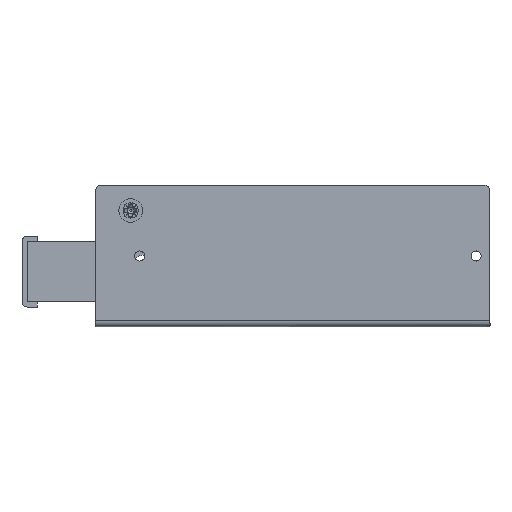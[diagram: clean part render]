
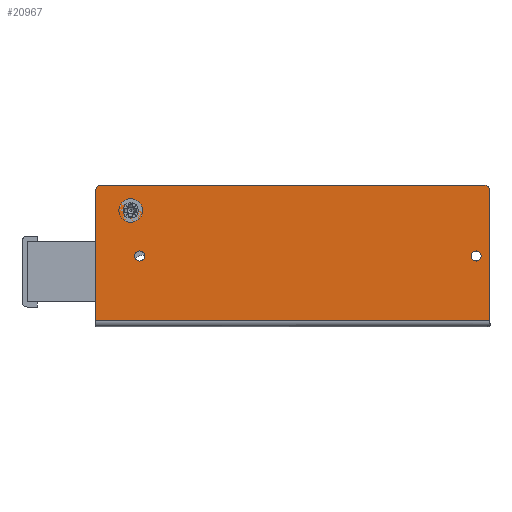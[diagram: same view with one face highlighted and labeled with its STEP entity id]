
A CAD part, front view. The second image highlights one B-rep face of the part: STEP entity #20967.
In plain terms, the highlighted face is planar.
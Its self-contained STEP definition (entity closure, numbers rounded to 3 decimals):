
#715=FACE_BOUND('',#5394,.T.);
#716=FACE_BOUND('',#5395,.T.);
#717=FACE_BOUND('',#5396,.T.);
#2595=CIRCLE('',#23322,1.2);
#2596=CIRCLE('',#23324,1.2);
#2597=CIRCLE('',#23325,1.5);
#2598=CIRCLE('',#23326,1.);
#2599=CIRCLE('',#23327,1.);
#3848=FACE_OUTER_BOUND('',#5393,.T.);
#5393=EDGE_LOOP('',(#19316,#19317,#19318,#19319,#19320,#19321));
#5394=EDGE_LOOP('',(#19322));
#5395=EDGE_LOOP('',(#19323));
#5396=EDGE_LOOP('',(#19324));
#6913=LINE('',#38485,#8429);
#6914=LINE('',#38489,#8430);
#6915=LINE('',#38491,#8431);
#6916=LINE('',#38492,#8432);
#8429=VECTOR('',#29013,1000.);
#8430=VECTOR('',#29016,1000.);
#8431=VECTOR('',#29017,1000.);
#8432=VECTOR('',#29018,1000.);
#10394=VERTEX_POINT('',#38478);
#10395=VERTEX_POINT('',#38480);
#10396=VERTEX_POINT('',#38484);
#10397=VERTEX_POINT('',#38486);
#10398=VERTEX_POINT('',#38488);
#10399=VERTEX_POINT('',#38490);
#10400=VERTEX_POINT('',#38493);
#10401=VERTEX_POINT('',#38495);
#10402=VERTEX_POINT('',#38497);
#13373=EDGE_CURVE('',#10394,#10395,#2595,.T.);
#13375=EDGE_CURVE('',#10394,#10396,#6913,.T.);
#13376=EDGE_CURVE('',#10397,#10396,#2596,.T.);
#13377=EDGE_CURVE('',#10397,#10398,#6914,.T.);
#13378=EDGE_CURVE('',#10398,#10399,#6915,.T.);
#13379=EDGE_CURVE('',#10395,#10399,#6916,.T.);
#13380=EDGE_CURVE('',#10400,#10400,#2597,.T.);
#13381=EDGE_CURVE('',#10401,#10401,#2598,.T.);
#13382=EDGE_CURVE('',#10402,#10402,#2599,.T.);
#19316=ORIENTED_EDGE('',*,*,#13373,.F.);
#19317=ORIENTED_EDGE('',*,*,#13375,.T.);
#19318=ORIENTED_EDGE('',*,*,#13376,.F.);
#19319=ORIENTED_EDGE('',*,*,#13377,.T.);
#19320=ORIENTED_EDGE('',*,*,#13378,.T.);
#19321=ORIENTED_EDGE('',*,*,#13379,.F.);
#19322=ORIENTED_EDGE('',*,*,#13380,.F.);
#19323=ORIENTED_EDGE('',*,*,#13381,.F.);
#19324=ORIENTED_EDGE('',*,*,#13382,.F.);
#19889=PLANE('',#23323);
#20967=ADVANCED_FACE('',(#3848,#715,#716,#717),#19889,.T.);
#23322=AXIS2_PLACEMENT_3D('',#38481,#29008,#29009);
#23323=AXIS2_PLACEMENT_3D('',#38483,#29011,#29012);
#23324=AXIS2_PLACEMENT_3D('',#38487,#29014,#29015);
#23325=AXIS2_PLACEMENT_3D('',#38494,#29019,#29020);
#23326=AXIS2_PLACEMENT_3D('',#38496,#29021,#29022);
#23327=AXIS2_PLACEMENT_3D('',#38498,#29023,#29024);
#29008=DIRECTION('center_axis',(-1.,0.,0.));
#29009=DIRECTION('ref_axis',(0.,0.707,0.707));
#29011=DIRECTION('center_axis',(1.,0.,0.));
#29012=DIRECTION('ref_axis',(0.,0.,-1.));
#29013=DIRECTION('',(0.,-1.,0.));
#29014=DIRECTION('center_axis',(-1.,0.,0.));
#29015=DIRECTION('ref_axis',(0.,-0.707,0.707));
#29016=DIRECTION('',(0.,0.,-1.));
#29017=DIRECTION('',(0.,1.,0.));
#29018=DIRECTION('',(0.,0.,-1.));
#29019=DIRECTION('center_axis',(1.,0.,0.));
#29020=DIRECTION('ref_axis',(0.,0.,-1.));
#29021=DIRECTION('center_axis',(1.,0.,0.));
#29022=DIRECTION('ref_axis',(0.,0.,-1.));
#29023=DIRECTION('center_axis',(1.,0.,0.));
#29024=DIRECTION('ref_axis',(0.,0.,-1.));
#38478=CARTESIAN_POINT('',(25.5,37.8,28.));
#38480=CARTESIAN_POINT('',(25.5,39.,26.8));
#38481=CARTESIAN_POINT('Origin',(25.5,37.8,26.8));
#38483=CARTESIAN_POINT('Origin',(25.5,39.,0.));
#38484=CARTESIAN_POINT('',(25.5,-37.8,28.));
#38485=CARTESIAN_POINT('',(25.5,39.,28.));
#38486=CARTESIAN_POINT('',(25.5,-39.,26.8));
#38487=CARTESIAN_POINT('Origin',(25.5,-37.8,26.8));
#38488=CARTESIAN_POINT('',(25.5,-39.,1.2));
#38489=CARTESIAN_POINT('',(25.5,-39.,0.));
#38490=CARTESIAN_POINT('',(25.5,39.,1.2));
#38491=CARTESIAN_POINT('',(25.5,39.,1.2));
#38492=CARTESIAN_POINT('',(25.5,39.,0.));
#38493=CARTESIAN_POINT('',(25.5,-32.,24.5));
#38494=CARTESIAN_POINT('Origin',(25.5,-32.,23.));
#38495=CARTESIAN_POINT('',(25.5,-30.25,15.));
#38496=CARTESIAN_POINT('Origin',(25.5,-30.25,14.));
#38497=CARTESIAN_POINT('',(25.5,36.25,15.));
#38498=CARTESIAN_POINT('Origin',(25.5,36.25,14.));
